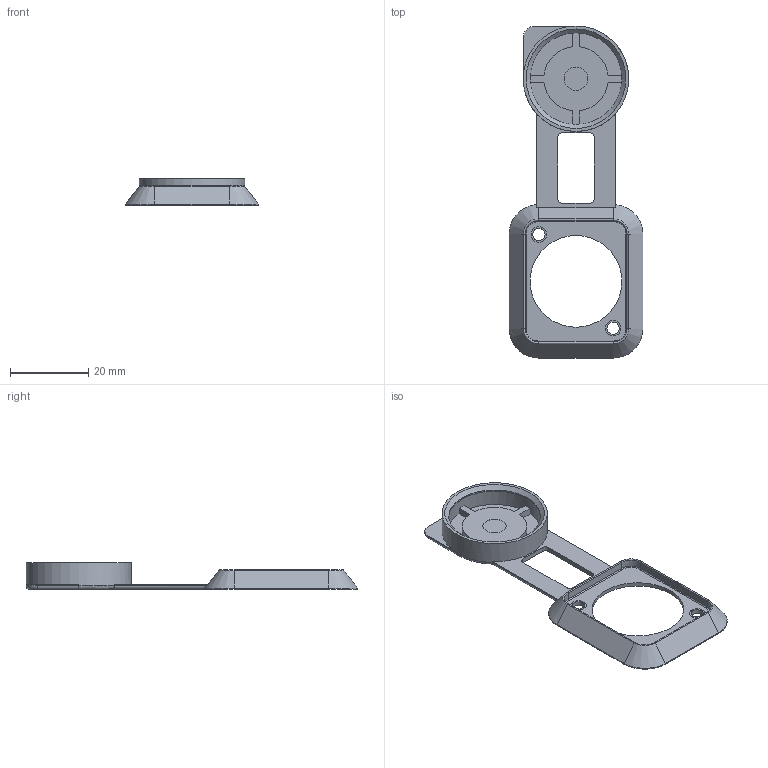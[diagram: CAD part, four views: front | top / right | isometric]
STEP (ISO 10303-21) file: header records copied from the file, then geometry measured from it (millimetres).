
FILE_DESCRIPTION(/* description */ (''),/* implementation_level */ '2;1');
FILE_NAME(/* name */ 'CP299808 blue.stp',/* time_stamp */ '2025-04-17T09:02:16+01:00',/* author */ ('tottley'),/* organization */ (''),/* preprocessor_version */ 'ST-DEVELOPER v20',/* originating_system */ 'Autodesk Inventor 2025',/* authorisation */ '');
FILE_SCHEMA (('AUTOMOTIVE_DESIGN { 1 0 10303 214 3 1 1 }'));
Length unit declared in the file: millimetre
Products named in the file (1): CP299802 black
Bounding box: 34.26 x 85 x 6.9 mm (x, y, z)
Volume: 3297.7 mm3; surface area: 5271.2 mm2
Topology: 1 solids, 1 shells, 117 faces, 273 edges, 165 vertices
Faces by surface type: plane 45, cylinder 40, torus 19, cone 13
Full cylindrical faces by diameter (mm): 3.15 x2, 4 x4, 6 x1, 23.5 x2, 24 x1, 27 x1
Entity records: 3581 total; most frequent: CARTESIAN_POINT 632, DIRECTION 629, ORIENTED_EDGE 546, EDGE_CURVE 273, AXIS2_PLACEMENT_3D 246, VERTEX_POINT 165, LINE 137, VECTOR 137
